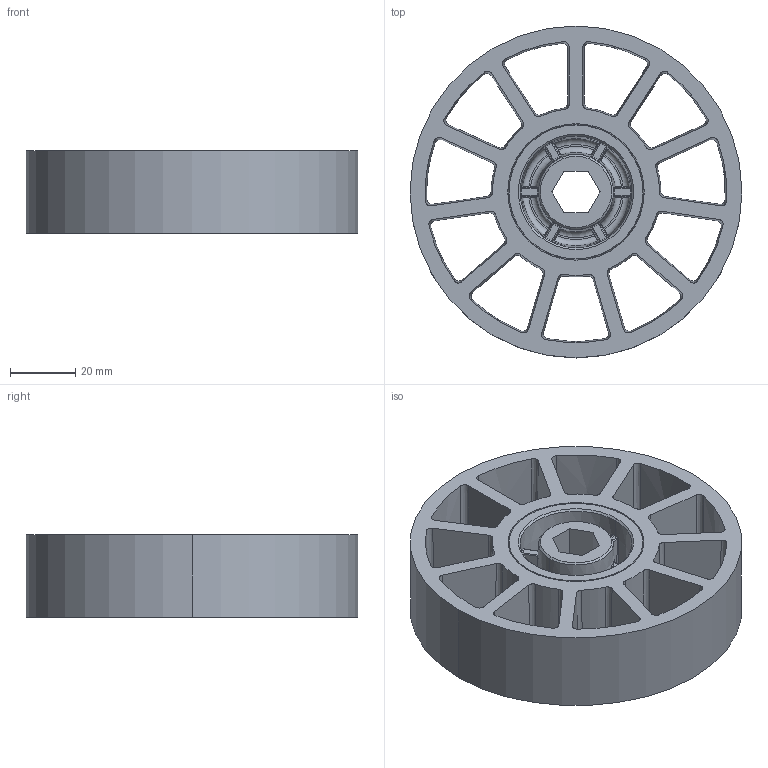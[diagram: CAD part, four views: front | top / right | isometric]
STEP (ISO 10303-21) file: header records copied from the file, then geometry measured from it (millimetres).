
FILE_DESCRIPTION (( 'STEP AP214' ), '1' );
FILE_NAME ('am-3480 4IN Compliant Wheel.STEP', '2016-12-28T15:04:47', ( '' ), ( '' ), 'SwSTEP 2.0', 'SolidWorks 2014', '' );
FILE_SCHEMA (( 'AUTOMOTIVE_DESIGN' ));
Length unit declared in the file: inch
Products named in the file (3): 2in Wheel Intergrated 0500 HEX Hub; 4IN Compliant Wheel FINAL Overmold; am-3480 4IN Compliant Wheel
Assembly tree (2 placements, depth 2):
  am-3480 4IN Compliant Wheel
    4IN Compliant Wheel FINAL Overmold
    2in Wheel Intergrated 0500 HEX Hub
Bounding box: 101.6 x 101.6 x 25.4 mm (x, y, z)
Volume: 104633.2 mm3; surface area: 48020.4 mm2
Topology: 2 solids, 2 shells, 265 faces, 674 edges, 414 vertices
Faces by surface type: bspline 116, plane 57, cone 40, cylinder 26, torus 26
Entity records: 11884 total; most frequent: CARTESIAN_POINT 6269, ORIENTED_EDGE 1348, DIRECTION 884, EDGE_CURVE 674, VERTEX_POINT 414, AXIS2_PLACEMENT_3D 377, B_SPLINE_CURVE_WITH_KNOTS 321, EDGE_LOOP 292
